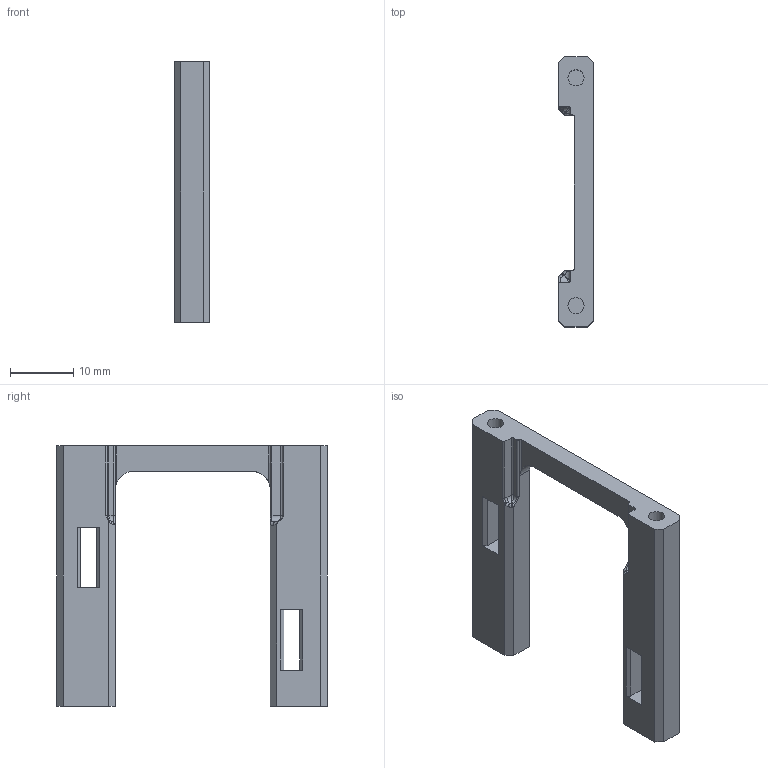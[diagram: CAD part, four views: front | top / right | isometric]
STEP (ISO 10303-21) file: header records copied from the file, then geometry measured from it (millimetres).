
FILE_DESCRIPTION(/* description */ (''),/* implementation_level */ '2;1');
FILE_NAME(/* name */ 'Upper-lower plate joiner (L).step',/* time_stamp */ '2025-08-25T21:50:43-05:00',/* author */ (''),/* organization */ (''),/* preprocessor_version */ 'ST-DEVELOPER v20.1',/* originating_system */ 'Autodesk Translation Framework v14.10.0.0',/* authorisation */ '');
FILE_SCHEMA (('AUTOMOTIVE_DESIGN { 1 0 10303 214 3 1 1 }'));
Length unit declared in the file: millimetre
Products named in the file (1): Upper-lower plate joiner (L)
Bounding box: 5.5 x 42.61 x 41.05 mm (x, y, z)
Volume: 3738.4 mm3; surface area: 3063.4 mm2
Topology: 1 solids, 1 shells, 86 faces, 213 edges, 132 vertices
Faces by surface type: plane 50, cylinder 20, bspline 11, torus 4, cone 1
Full cylindrical faces by diameter (mm): 2.529 x4
Entity records: 2814 total; most frequent: CARTESIAN_POINT 763, ORIENTED_EDGE 424, DIRECTION 398, EDGE_CURVE 212, LINE 140, VECTOR 140, VERTEX_POINT 132, AXIS2_PLACEMENT_3D 129
